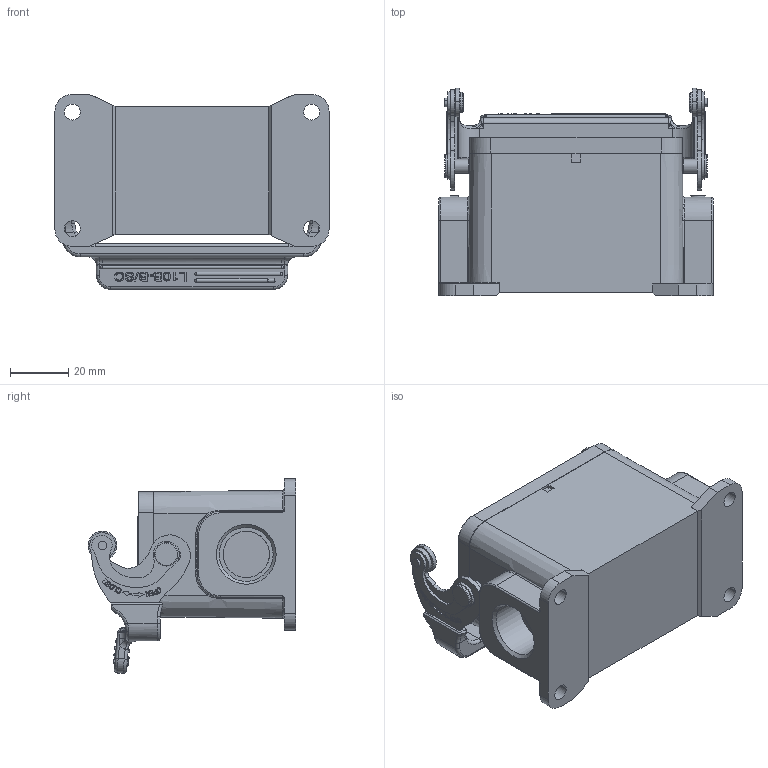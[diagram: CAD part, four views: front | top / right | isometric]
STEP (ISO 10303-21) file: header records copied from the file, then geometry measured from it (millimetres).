
FILE_DESCRIPTION(/* description */ (''),/* implementation_level */ '2;1');
FILE_NAME(/* name */ 'H10B-SF-1L SC.stp',/* time_stamp */ '2023-08-29T17:41:59+08:00',/* author */ (''),/* organization */ (''),/* preprocessor_version */ 'ST-DEVELOPER v18.1',/* originating_system */ 'SIEMENS PLM Software NX 1980',/* authorisation */ '');
FILE_SCHEMA (('AUTOMOTIVE_DESIGN { 1 0 10303 214 3 1 1 1 }'));
Length unit declared in the file: millimetre
Products named in the file (1): 138447604E015aop
Bounding box: 94 x 71.19 x 66.84 mm (x, y, z)
Volume: 89057.3 mm3; surface area: 54498.4 mm2
Topology: 12 solids, 20 shells, 1332 faces, 3578 edges, 2322 vertices
Faces by surface type: plane 585, cylinder 561, torus 54, cone 44, sphere 35, extrusion 34, bspline 19
Full cylindrical faces by diameter (mm): 1.9 x2, 3 x2, 4.9 x2, 8 x2, 15.9 x1, 18.5 x2
Entity records: 45270 total; most frequent: CARTESIAN_POINT 13503, ORIENTED_EDGE 6970, DIRECTION 5510, EDGE_CURVE 3504, VERTEX_POINT 2318, AXIS2_PLACEMENT_3D 1967, VECTOR 1576, LINE 1542
